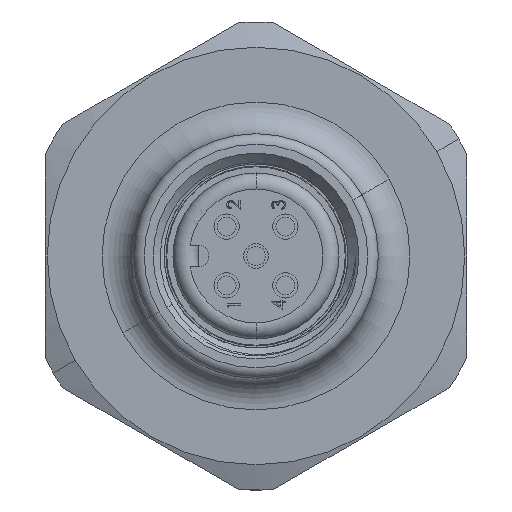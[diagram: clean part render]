
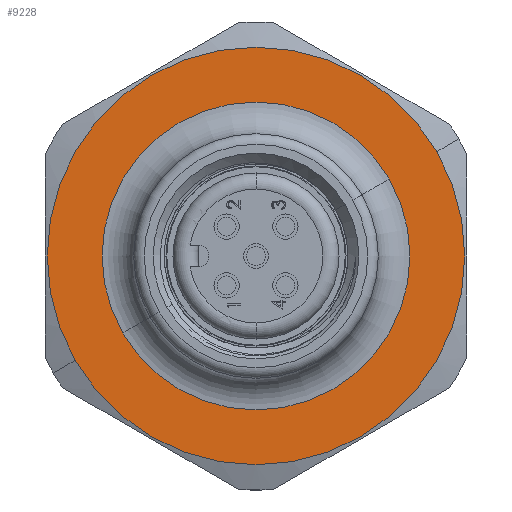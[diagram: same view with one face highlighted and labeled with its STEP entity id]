
A CAD part, left-side view. The second image highlights one B-rep face of the part: STEP entity #9228.
In plain terms, the highlighted planar face has unit normal (-1, 0, 0).
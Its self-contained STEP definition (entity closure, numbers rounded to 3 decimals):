
#2279=CARTESIAN_POINT('',(12.344,0.,0.));
#2280=DIRECTION('',(-1.,0.,0.));
#2281=DIRECTION('',(0.,0.866,-0.5));
#2282=AXIS2_PLACEMENT_3D('',#2279,#2280,#2281);
#2287=CARTESIAN_POINT('',(12.344,0.,0.));
#2288=DIRECTION('',(-1.,0.,0.));
#2289=DIRECTION('',(0.,-0.866,0.5));
#2290=AXIS2_PLACEMENT_3D('',#2287,#2288,#2289);
#2295=CARTESIAN_POINT('',(12.344,0.,0.));
#2296=DIRECTION('',(1.,0.,0.));
#2297=DIRECTION('',(0.,0.866,-0.5));
#2298=AXIS2_PLACEMENT_3D('',#2295,#2296,#2297);
#2303=CARTESIAN_POINT('',(12.344,0.,0.));
#2304=DIRECTION('',(1.,0.,0.));
#2305=DIRECTION('',(0.,-0.866,0.5));
#2306=AXIS2_PLACEMENT_3D('',#2303,#2304,#2305);
#6111=CARTESIAN_POINT('',(12.344,8.029,-4.636));
#6112=VERTEX_POINT('',#6111);
#6113=CARTESIAN_POINT('',(12.344,-8.029,4.636));
#6114=VERTEX_POINT('',#6113);
#6351=CARTESIAN_POINT('',(12.344,-10.889,6.287));
#6352=CARTESIAN_POINT('',(12.344,10.889,-6.287));
#6353=VERTEX_POINT('',#6351);
#6354=VERTEX_POINT('',#6352);
#9213=CARTESIAN_POINT('',(12.344,4.636,8.029));
#9214=DIRECTION('',(1.,0.,0.));
#9215=DIRECTION('',(0.,0.866,-0.5));
#9216=AXIS2_PLACEMENT_3D('',#9213,#9214,#9215);
#9217=PLANE('',#9216);
#9219=ORIENTED_EDGE('',*,*,#9218,.F.);
#9221=ORIENTED_EDGE('',*,*,#9220,.F.);
#9222=EDGE_LOOP('',(#9219,#9221));
#9223=FACE_OUTER_BOUND('',#9222,.F.);
#9224=ORIENTED_EDGE('',*,*,#9166,.F.);
#9225=ORIENTED_EDGE('',*,*,#9182,.F.);
#9226=EDGE_LOOP('',(#9224,#9225));
#9227=FACE_BOUND('',#9226,.F.);
#9228=ADVANCED_FACE('',(#9223,#9227),#9217,.F.);
#2283=CIRCLE('',#2282,12.573);
#2291=CIRCLE('',#2290,12.573);
#2299=CIRCLE('',#2298,9.271);
#2307=CIRCLE('',#2306,9.271);
#9166=EDGE_CURVE('',#6112,#6114,#2299,.T.);
#9182=EDGE_CURVE('',#6114,#6112,#2307,.T.);
#9218=EDGE_CURVE('',#6354,#6353,#2283,.T.);
#9220=EDGE_CURVE('',#6353,#6354,#2291,.T.);
